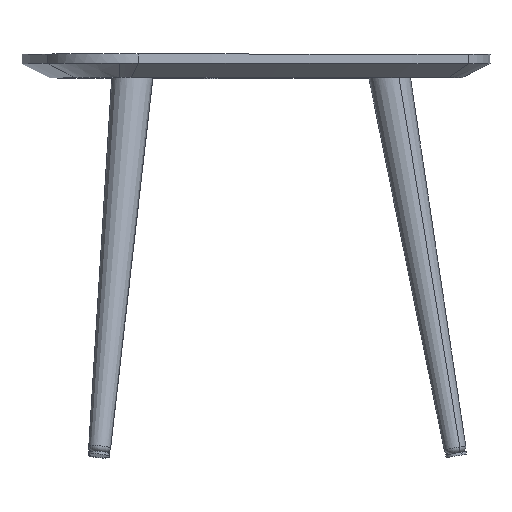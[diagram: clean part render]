
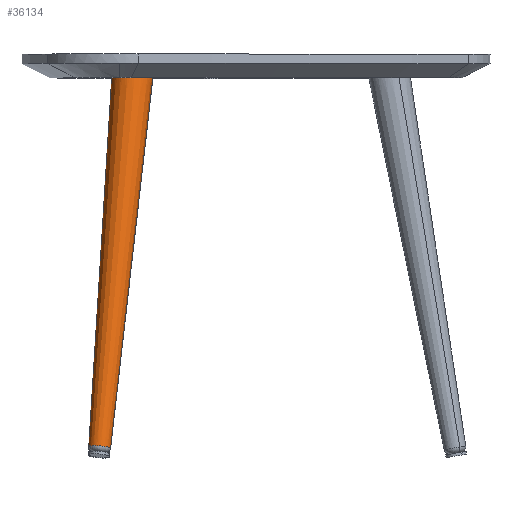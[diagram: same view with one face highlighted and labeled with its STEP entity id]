
A CAD part, top view. The second image highlights one B-rep face of the part: STEP entity #36134.
In plain terms, the highlighted conical face has half-angle 1.467 degrees and reference radius 11.5 mm.
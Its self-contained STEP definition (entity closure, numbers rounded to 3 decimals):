
#1094 = LINE ( 'NONE', #19525, #32851 ) ;
#4004 = CONICAL_SURFACE ( 'NONE', #52272, 11.5, 0.026 ) ;
#5262 = VECTOR ( 'NONE', #50551, 1000. ) ;
#8036 = ORIENTED_EDGE ( 'NONE', *, *, #13466, .T. ) ;
#8542 = DIRECTION ( 'NONE',  ( -0.087, -0.985, 0.15 ) ) ;
#9808 = ORIENTED_EDGE ( 'NONE', *, *, #22471, .F. ) ;
#12166 = EDGE_CURVE ( 'NONE', #53254, #46451, #49655, .T. ) ;
#13466 = EDGE_CURVE ( 'NONE', #39859, #53254, #26523, .T. ) ;
#14970 = CARTESIAN_POINT ( 'NONE',  ( -126.677, -412.364, 219.411 ) ) ;
#15498 = CIRCLE ( 'NONE', #39604, 22. ) ;
#19510 = FACE_OUTER_BOUND ( 'NONE', #46052, .T. ) ;
#19525 = CARTESIAN_POINT ( 'NONE',  ( -138.118, -411.467, 218.677 ) ) ;
#19805 = CARTESIAN_POINT ( 'NONE',  ( -69.191, -10.308, 159.158 ) ) ;
#20302 = EDGE_CURVE ( 'NONE', #46451, #51446, #15498, .T. ) ;
#21124 = ORIENTED_EDGE ( 'NONE', *, *, #12166, .T. ) ;
#22471 = EDGE_CURVE ( 'NONE', #39859, #51446, #1094, .T. ) ;
#23017 = CARTESIAN_POINT ( 'NONE',  ( -91.079, -8.593, 157.754 ) ) ;
#24341 = DIRECTION ( 'NONE',  ( 0.087, 0.985, -0.15 ) ) ;
#26523 = CIRCLE ( 'NONE', #59377, 11.65 ) ;
#26747 = CARTESIAN_POINT ( 'NONE',  ( -137.76, -405.698, 217.788 ) ) ;
#26962 = CARTESIAN_POINT ( 'NONE',  ( -115.235, -413.261, 220.145 ) ) ;
#27264 = DIRECTION ( 'NONE',  ( -0.995, 0.078, -0.064 ) ) ;
#29170 = DIRECTION ( 'NONE',  ( 0.061, 0.986, -0.152 ) ) ;
#31505 = CARTESIAN_POINT ( 'NONE',  ( -126.169, -406.607, 218.532 ) ) ;
#32851 = VECTOR ( 'NONE', #29170, 1000. ) ;
#33112 = DIRECTION ( 'NONE',  ( 0.995, -0.078, 0.064 ) ) ;
#34777 = CARTESIAN_POINT ( 'NONE',  ( -112.967, -6.878, 156.349 ) ) ;
#34939 = CARTESIAN_POINT ( 'NONE',  ( -114.579, -407.515, 219.275 ) ) ;
#36134 = ADVANCED_FACE ( 'NONE', ( #19510 ), #4004, .T. ) ;
#39604 = AXIS2_PLACEMENT_3D ( 'NONE', #23017, #8542, #45413 ) ;
#39859 = VERTEX_POINT ( 'NONE', #26747 ) ;
#40270 = DIRECTION ( 'NONE',  ( 0.087, 0.985, -0.15 ) ) ;
#45413 = DIRECTION ( 'NONE',  ( -0.995, 0.078, -0.064 ) ) ;
#46052 = EDGE_LOOP ( 'NONE', ( #9808, #8036, #21124, #48185 ) ) ;
#46451 = VERTEX_POINT ( 'NONE', #19805 ) ;
#48185 = ORIENTED_EDGE ( 'NONE', *, *, #20302, .T. ) ;
#49655 = LINE ( 'NONE', #26962, #5262 ) ;
#50551 = DIRECTION ( 'NONE',  ( 0.112, 0.982, -0.149 ) ) ;
#51446 = VERTEX_POINT ( 'NONE', #34777 ) ;
#52272 = AXIS2_PLACEMENT_3D ( 'NONE', #14970, #24341, #33112 ) ;
#53254 = VERTEX_POINT ( 'NONE', #34939 ) ;
#59377 = AXIS2_PLACEMENT_3D ( 'NONE', #31505, #40270, #27264 ) ;
